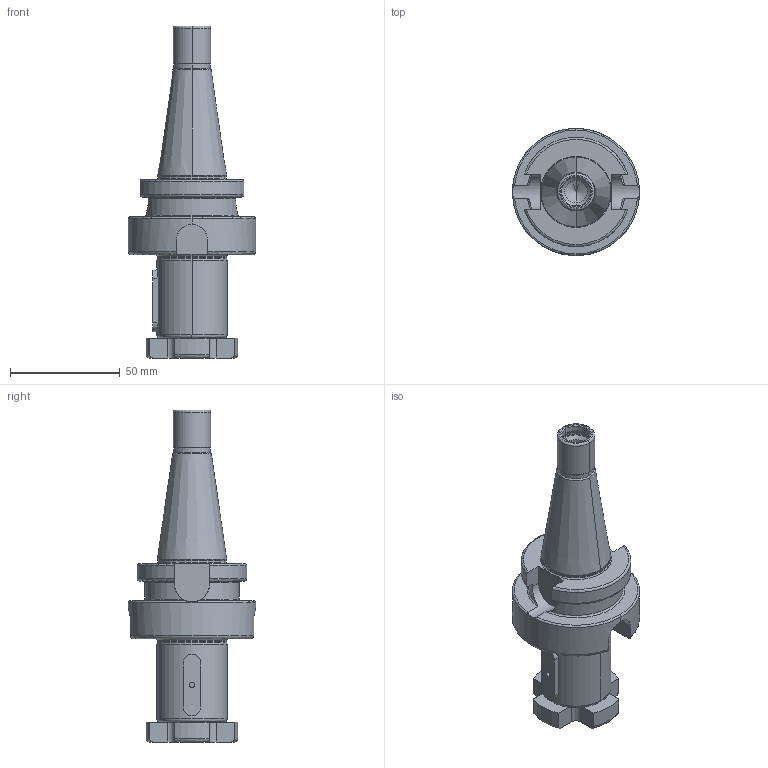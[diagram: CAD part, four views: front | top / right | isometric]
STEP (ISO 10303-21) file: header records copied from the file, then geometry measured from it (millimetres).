
FILE_DESCRIPTION((''),'2;1');
FILE_NAME('301_10_32','2020-09-01T',('103090'),(''),'CREO PARAMETRIC BY PTC INC, 2016260','CREO PARAMETRIC BY PTC INC, 2016260','');
FILE_SCHEMA(('CONFIG_CONTROL_DESIGN'));
Length unit declared in the file: millimetre
Products named in the file (1): 301_10_32
Bounding box: 58 x 58 x 151.4 mm (x, y, z)
Volume: 127846.2 mm3; surface area: 26171.6 mm2
Topology: 1 solids, 2 shells, 141 faces, 344 edges, 209 vertices
Faces by surface type: plane 49, cylinder 42, torus 34, cone 16
Entity records: 4542 total; most frequent: CARTESIAN_POINT 1173, DIRECTION 732, ORIENTED_EDGE 684, EDGE_CURVE 342, AXIS2_PLACEMENT_3D 292, VERTEX_POINT 209, VECTOR 148, LINE 148
